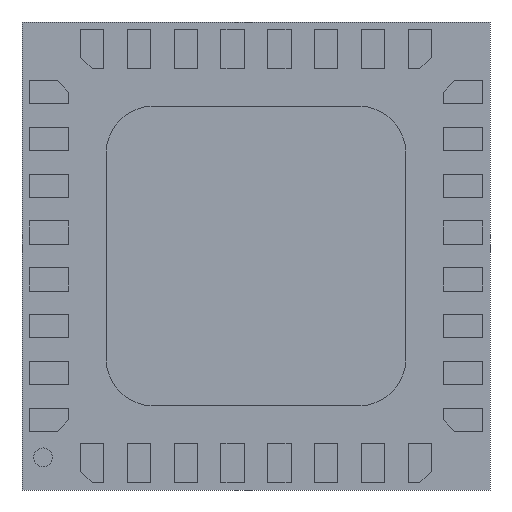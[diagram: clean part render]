
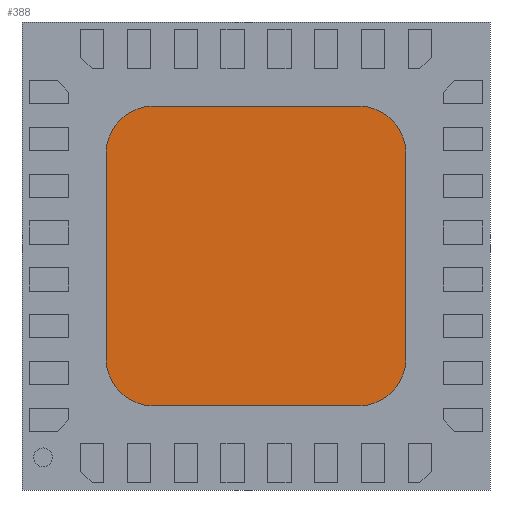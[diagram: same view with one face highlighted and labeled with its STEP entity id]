
A CAD part, front view. The second image highlights one B-rep face of the part: STEP entity #388.
In plain terms, the highlighted planar face has unit normal (0, -1, 0).
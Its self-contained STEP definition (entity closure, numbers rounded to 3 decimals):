
#275 = AXIS2_PLACEMENT_3D ( 'NONE', #18285, #9582, #800 ) ;
#388 = ADVANCED_FACE ( 'NONE', ( #11445 ), #16503, .T. ) ;
#405 = EDGE_CURVE ( 'NONE', #12565, #7677, #10096, .T. ) ;
#414 = VECTOR ( 'NONE', #4650, 1000. ) ;
#524 = CARTESIAN_POINT ( 'NONE',  ( 1.6, -0.05, 1.1 ) ) ;
#671 = EDGE_CURVE ( 'NONE', #4220, #13117, #13692, .T. ) ;
#776 = CIRCLE ( 'NONE', #13869, 0.5 ) ;
#800 = DIRECTION ( 'NONE',  ( 0., 0., -1. ) ) ;
#1356 = EDGE_CURVE ( 'NONE', #7215, #4992, #2480, .T. ) ;
#1632 = DIRECTION ( 'NONE',  ( 0., 1., 0. ) ) ;
#2419 = EDGE_CURVE ( 'NONE', #13117, #14792, #776, .T. ) ;
#2480 = LINE ( 'NONE', #15213, #17514 ) ;
#2522 = VECTOR ( 'NONE', #3679, 1000. ) ;
#2718 = CARTESIAN_POINT ( 'NONE',  ( 1.1, -0.05, 1.6 ) ) ;
#3191 = CARTESIAN_POINT ( 'NONE',  ( 1.6, -0.05, 0. ) ) ;
#3679 = DIRECTION ( 'NONE',  ( 1., 0., 0. ) ) ;
#4210 = ORIENTED_EDGE ( 'NONE', *, *, #2419, .F. ) ;
#4220 = VERTEX_POINT ( 'NONE', #14650 ) ;
#4493 = CARTESIAN_POINT ( 'NONE',  ( -1.1, -0.05, -1.6 ) ) ;
#4650 = DIRECTION ( 'NONE',  ( 0., 0., -1. ) ) ;
#4785 = ORIENTED_EDGE ( 'NONE', *, *, #18891, .F. ) ;
#4950 = CARTESIAN_POINT ( 'NONE',  ( 0., -0.05, -1.6 ) ) ;
#4992 = VERTEX_POINT ( 'NONE', #16947 ) ;
#5037 = DIRECTION ( 'NONE',  ( 0., 0., -1. ) ) ;
#6305 = DIRECTION ( 'NONE',  ( 0., 0., -1. ) ) ;
#6439 = DIRECTION ( 'NONE',  ( 1., 0., 0. ) ) ;
#6780 = ORIENTED_EDGE ( 'NONE', *, *, #1356, .T. ) ;
#6898 = CARTESIAN_POINT ( 'NONE',  ( 1.1, -0.05, -1.6 ) ) ;
#7012 = DIRECTION ( 'NONE',  ( 0., 1., 0. ) ) ;
#7215 = VERTEX_POINT ( 'NONE', #13333 ) ;
#7677 = VERTEX_POINT ( 'NONE', #6898 ) ;
#7791 = CARTESIAN_POINT ( 'NONE',  ( 0., -0.05, 0. ) ) ;
#8099 = VECTOR ( 'NONE', #6439, 1000. ) ;
#8136 = VERTEX_POINT ( 'NONE', #4493 ) ;
#8591 = ORIENTED_EDGE ( 'NONE', *, *, #17053, .T. ) ;
#9041 = CARTESIAN_POINT ( 'NONE',  ( 1.1, -0.05, -1.1 ) ) ;
#9582 = DIRECTION ( 'NONE',  ( 0., 1., 0. ) ) ;
#10043 = CIRCLE ( 'NONE', #18199, 0.5 ) ;
#10096 = CIRCLE ( 'NONE', #14450, 0.5 ) ;
#10376 = EDGE_LOOP ( 'NONE', ( #15998, #6780, #4785, #8591, #14766, #17461, #4210, #18242 ) ) ;
#10388 = CARTESIAN_POINT ( 'NONE',  ( 1.1, -0.05, 1.1 ) ) ;
#11445 = FACE_OUTER_BOUND ( 'NONE', #10376, .T. ) ;
#11844 = DIRECTION ( 'NONE',  ( 0., 0., -1. ) ) ;
#12070 = LINE ( 'NONE', #3191, #414 ) ;
#12408 = CARTESIAN_POINT ( 'NONE',  ( 0., -0.05, 1.6 ) ) ;
#12565 = VERTEX_POINT ( 'NONE', #13171 ) ;
#12633 = EDGE_CURVE ( 'NONE', #14792, #12565, #12070, .T. ) ;
#13117 = VERTEX_POINT ( 'NONE', #2718 ) ;
#13171 = CARTESIAN_POINT ( 'NONE',  ( 1.6, -0.05, -1.1 ) ) ;
#13333 = CARTESIAN_POINT ( 'NONE',  ( -1.6, -0.05, 1.1 ) ) ;
#13692 = LINE ( 'NONE', #12408, #2522 ) ;
#13869 = AXIS2_PLACEMENT_3D ( 'NONE', #10388, #1632, #11844 ) ;
#14077 = CIRCLE ( 'NONE', #275, 0.5 ) ;
#14450 = AXIS2_PLACEMENT_3D ( 'NONE', #9041, #16253, #14813 ) ;
#14650 = CARTESIAN_POINT ( 'NONE',  ( -1.1, -0.05, 1.6 ) ) ;
#14766 = ORIENTED_EDGE ( 'NONE', *, *, #405, .F. ) ;
#14792 = VERTEX_POINT ( 'NONE', #524 ) ;
#14813 = DIRECTION ( 'NONE',  ( 0., 0., -1. ) ) ;
#14940 = EDGE_CURVE ( 'NONE', #7215, #4220, #10043, .T. ) ;
#15213 = CARTESIAN_POINT ( 'NONE',  ( -1.6, -0.05, 0. ) ) ;
#15410 = AXIS2_PLACEMENT_3D ( 'NONE', #7791, #16438, #6305 ) ;
#15679 = CARTESIAN_POINT ( 'NONE',  ( -1.1, -0.05, 1.1 ) ) ;
#15792 = LINE ( 'NONE', #4950, #8099 ) ;
#15998 = ORIENTED_EDGE ( 'NONE', *, *, #14940, .F. ) ;
#16253 = DIRECTION ( 'NONE',  ( 0., 1., 0. ) ) ;
#16438 = DIRECTION ( 'NONE',  ( 0., -1., 0. ) ) ;
#16503 = PLANE ( 'NONE',  #15410 ) ;
#16947 = CARTESIAN_POINT ( 'NONE',  ( -1.6, -0.05, -1.1 ) ) ;
#17053 = EDGE_CURVE ( 'NONE', #8136, #7677, #15792, .T. ) ;
#17128 = DIRECTION ( 'NONE',  ( 0., 0., -1. ) ) ;
#17461 = ORIENTED_EDGE ( 'NONE', *, *, #12633, .F. ) ;
#17514 = VECTOR ( 'NONE', #5037, 1000. ) ;
#18199 = AXIS2_PLACEMENT_3D ( 'NONE', #15679, #7012, #17128 ) ;
#18242 = ORIENTED_EDGE ( 'NONE', *, *, #671, .F. ) ;
#18285 = CARTESIAN_POINT ( 'NONE',  ( -1.1, -0.05, -1.1 ) ) ;
#18891 = EDGE_CURVE ( 'NONE', #8136, #4992, #14077, .T. ) ;
